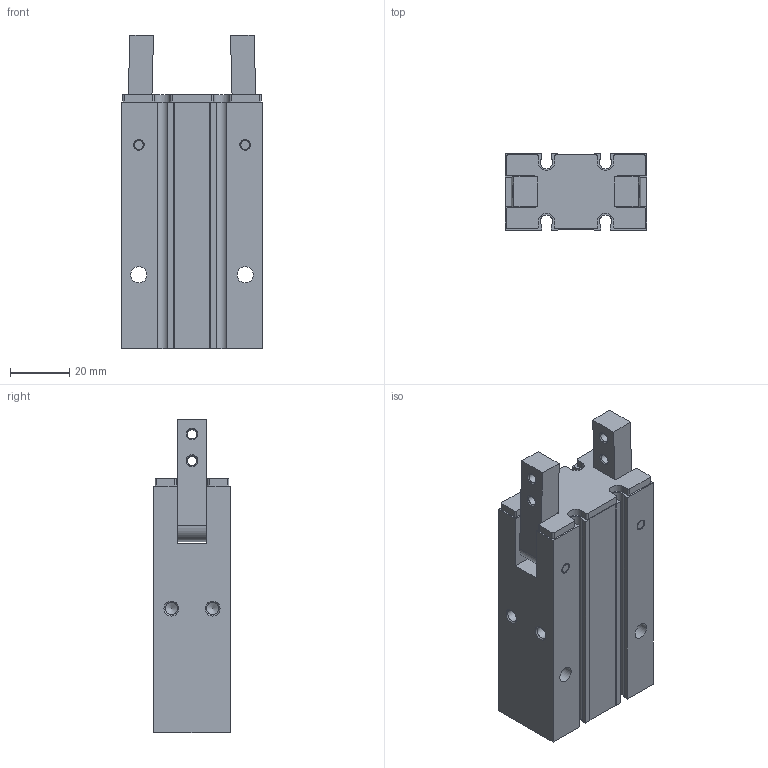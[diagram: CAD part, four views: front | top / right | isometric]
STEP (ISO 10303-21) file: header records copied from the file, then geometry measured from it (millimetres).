
FILE_DESCRIPTION( ( 'STEP AP203' ), '1' );
FILE_NAME( 'MCHY-20D(-3).stp', '2021-02-01T09:22:16', ( 'License CC BY-ND 4.0' ), ( 'CADENAS' ), ' ', 'PARTsolutions', ' ' );
FILE_SCHEMA( ( 'CONFIG_CONTROL_DESIGN' ) );
Length unit declared in the file: millimetre
Products named in the file (3): MCHY-20D(-3); _MCHY-20_(b); _MCHY-20D_(f)
Assembly tree (3 placements, depth 2):
  MCHY-20D(-3)
    _MCHY-20_(b)
    _MCHY-20D_(f)  x2
Bounding box: 48 x 26 x 106.09 mm (x, y, z)
Volume: 96961.5 mm3; surface area: 27275.3 mm2
Topology: 3 solids, 3 shells, 161 faces, 435 edges, 284 vertices
Faces by surface type: plane 76, cylinder 57, cone 28
Full cylindrical faces by diameter (mm): 3 x8, 3.242 x4, 4.134 x8, 5.5 x2, 21 x1
Entity records: 4398 total; most frequent: DIRECTION 758, CARTESIAN_POINT 732, ORIENTED_EDGE 668, EDGE_CURVE 334, AXIS2_PLACEMENT_3D 274, VERTEX_POINT 248, EDGE_LOOP 210, LINE 210
